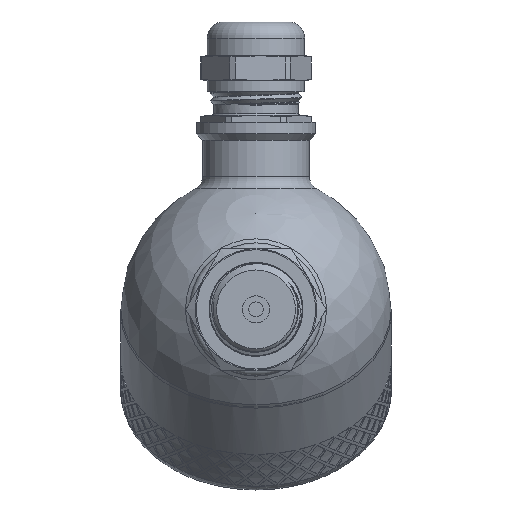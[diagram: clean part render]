
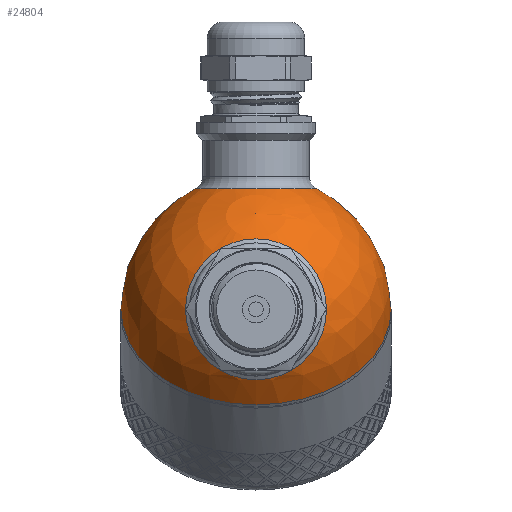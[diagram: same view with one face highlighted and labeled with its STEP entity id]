
A CAD part, left-side view. The second image highlights one B-rep face of the part: STEP entity #24804.
In plain terms, the highlighted spherical face has radius 30 mm.
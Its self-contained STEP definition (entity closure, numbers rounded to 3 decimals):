
#136=SPHERICAL_SURFACE('',#26377,30.);
#207=FACE_BOUND('',#3698,.T.);
#208=FACE_BOUND('',#3699,.T.);
#2068=FACE_OUTER_BOUND('',#3697,.T.);
#3697=EDGE_LOOP('',(#17902,#17903,#17904,#17905));
#3698=EDGE_LOOP('',(#17906));
#3699=EDGE_LOOP('',(#17907));
#5202=CIRCLE('',#26300,30.);
#5203=CIRCLE('',#26301,30.);
#5230=CIRCLE('',#26373,13.5);
#5233=CIRCLE('',#26378,30.);
#5234=CIRCLE('',#26379,15.643);
#9642=VERTEX_POINT('',#35069);
#9643=VERTEX_POINT('',#35071);
#10118=VERTEX_POINT('',#41133);
#10120=VERTEX_POINT('',#41140);
#10121=VERTEX_POINT('',#41142);
#12316=EDGE_CURVE('',#9642,#9643,#5202,.T.);
#12317=EDGE_CURVE('',#9643,#9642,#5203,.T.);
#13032=EDGE_CURVE('',#10118,#10118,#5230,.T.);
#13035=EDGE_CURVE('',#9643,#10120,#5233,.T.);
#13036=EDGE_CURVE('',#10121,#10121,#5234,.T.);
#17902=ORIENTED_EDGE('',*,*,#12317,.F.);
#17903=ORIENTED_EDGE('',*,*,#13035,.T.);
#17904=ORIENTED_EDGE('',*,*,#13035,.F.);
#17905=ORIENTED_EDGE('',*,*,#12316,.F.);
#17906=ORIENTED_EDGE('',*,*,#13036,.F.);
#17907=ORIENTED_EDGE('',*,*,#13032,.F.);
#24804=ADVANCED_FACE('',(#2068,#207,#208),#136,.T.);
#26300=AXIS2_PLACEMENT_3D('',#35072,#27683,#27684);
#26301=AXIS2_PLACEMENT_3D('',#35073,#27685,#27686);
#26373=AXIS2_PLACEMENT_3D('',#41134,#28081,#28082);
#26377=AXIS2_PLACEMENT_3D('',#41139,#28089,#28090);
#26378=AXIS2_PLACEMENT_3D('',#41141,#28091,#28092);
#26379=AXIS2_PLACEMENT_3D('',#41143,#28093,#28094);
#27683=DIRECTION('center_axis',(1.,0.,0.));
#27684=DIRECTION('ref_axis',(0.,1.,0.));
#27685=DIRECTION('center_axis',(1.,0.,0.));
#27686=DIRECTION('ref_axis',(0.,1.,0.));
#28081=DIRECTION('center_axis',(-0.707,0.,-0.707));
#28082=DIRECTION('ref_axis',(-0.707,0.,0.707));
#28089=DIRECTION('center_axis',(1.,0.,0.));
#28090=DIRECTION('ref_axis',(0.,-1.,0.));
#28091=DIRECTION('center_axis',(0.,0.,1.));
#28092=DIRECTION('ref_axis',(0.,1.,0.));
#28093=DIRECTION('center_axis',(-0.707,0.,0.707));
#28094=DIRECTION('ref_axis',(0.707,0.,0.707));
#35069=CARTESIAN_POINT('',(0.,-30.,0.));
#35071=CARTESIAN_POINT('',(0.,30.,0.));
#35072=CARTESIAN_POINT('Origin',(0.,0.,0.));
#35073=CARTESIAN_POINT('Origin',(0.,0.,0.));
#41133=CARTESIAN_POINT('',(-9.398,0.,-28.49));
#41134=CARTESIAN_POINT('Origin',(-18.944,0.,-18.944));
#41139=CARTESIAN_POINT('Origin',(0.,0.,0.));
#41140=CARTESIAN_POINT('',(-30.,0.,0.));
#41141=CARTESIAN_POINT('Origin',(0.,0.,0.));
#41142=CARTESIAN_POINT('',(-29.162,0.,7.04));
#41143=CARTESIAN_POINT('Origin',(-18.101,0.,18.101));
